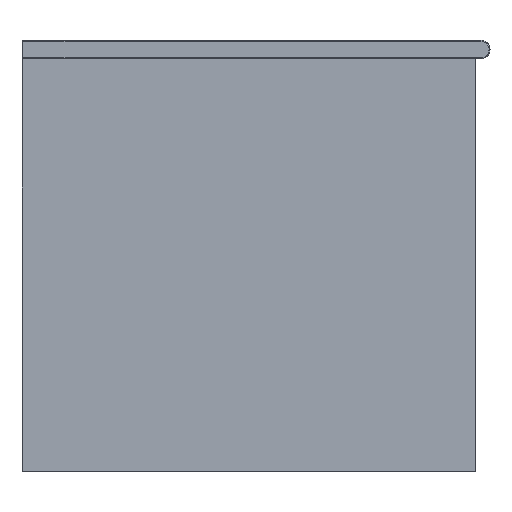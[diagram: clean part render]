
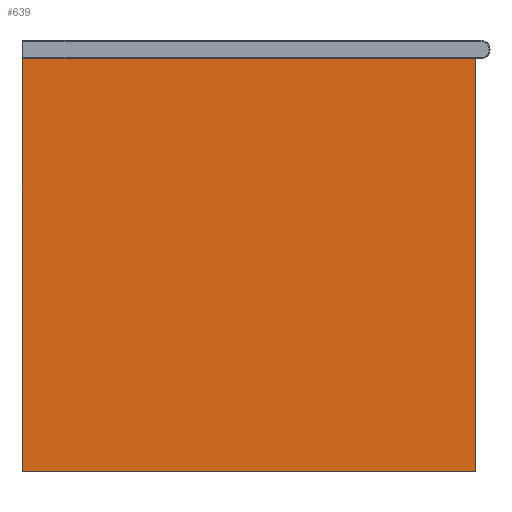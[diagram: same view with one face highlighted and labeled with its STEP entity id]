
A CAD part, left-side view. The second image highlights one B-rep face of the part: STEP entity #639.
In plain terms, the highlighted face is planar.
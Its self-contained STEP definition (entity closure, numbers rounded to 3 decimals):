
#639=ADVANCED_FACE('',(#854),#3766,.T.);
#854=FACE_OUTER_BOUND('',#1069,.T.);
#1069=EDGE_LOOP('',(#1284,#1285,#1286,#1287));
#1284=ORIENTED_EDGE('',*,*,#2459,.F.);
#1285=ORIENTED_EDGE('',*,*,#2460,.F.);
#1286=ORIENTED_EDGE('',*,*,#2461,.F.);
#1287=ORIENTED_EDGE('',*,*,#2458,.F.);
#2458=EDGE_CURVE('',#3378,#3379,#3045,.T.);
#2459=EDGE_CURVE('',#3380,#3378,#3046,.T.);
#2460=EDGE_CURVE('',#3381,#3380,#3047,.T.);
#2461=EDGE_CURVE('',#3379,#3381,#3048,.T.);
#3045=B_SPLINE_CURVE_WITH_KNOTS('',1,(#4598,#4599),.UNSPECIFIED.,.F.,.F.,
(2,2),(-450.,0.),.UNSPECIFIED.);
#3046=B_SPLINE_CURVE_WITH_KNOTS('',1,(#4600,#4601),.UNSPECIFIED.,.F.,.F.,
(2,2),(-494.,0.),.UNSPECIFIED.);
#3047=B_SPLINE_CURVE_WITH_KNOTS('',1,(#4602,#4603),.UNSPECIFIED.,.F.,.F.,
(2,2),(-450.,0.),.UNSPECIFIED.);
#3048=B_SPLINE_CURVE_WITH_KNOTS('',1,(#4604,#4605),.UNSPECIFIED.,.F.,.F.,
(2,2),(-494.,0.),.UNSPECIFIED.);
#3378=VERTEX_POINT('',#4590);
#3379=VERTEX_POINT('',#4591);
#3380=VERTEX_POINT('',#4592);
#3381=VERTEX_POINT('',#4593);
#3766=PLANE('',#4078);
#4078=AXIS2_PLACEMENT_3D('',#4584,#4322,$);
#4322=DIRECTION('',(1.,0.,0.));
#4584=CARTESIAN_POINT('',(8.,270.,-49.4));
#4590=CARTESIAN_POINT('',(8.,225.,0.));
#4591=CARTESIAN_POINT('',(8.,-225.,0.));
#4592=CARTESIAN_POINT('',(8.,225.,494.));
#4593=CARTESIAN_POINT('',(8.,-225.,494.));
#4598=CARTESIAN_POINT('',(8.,225.,0.));
#4599=CARTESIAN_POINT('',(8.,-225.,0.));
#4600=CARTESIAN_POINT('',(8.,225.,494.));
#4601=CARTESIAN_POINT('',(8.,225.,0.));
#4602=CARTESIAN_POINT('',(8.,-225.,494.));
#4603=CARTESIAN_POINT('',(8.,225.,494.));
#4604=CARTESIAN_POINT('',(8.,-225.,0.));
#4605=CARTESIAN_POINT('',(8.,-225.,494.));
